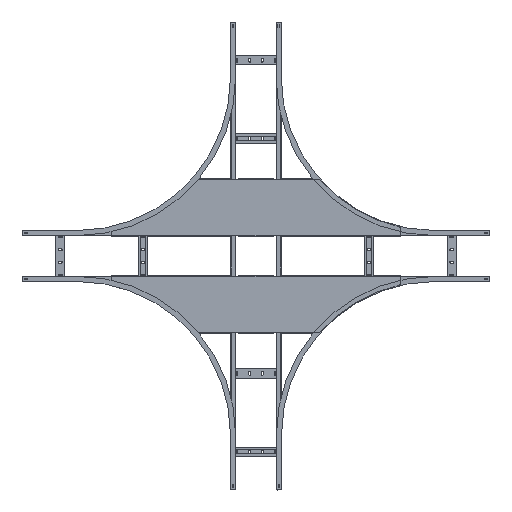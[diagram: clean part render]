
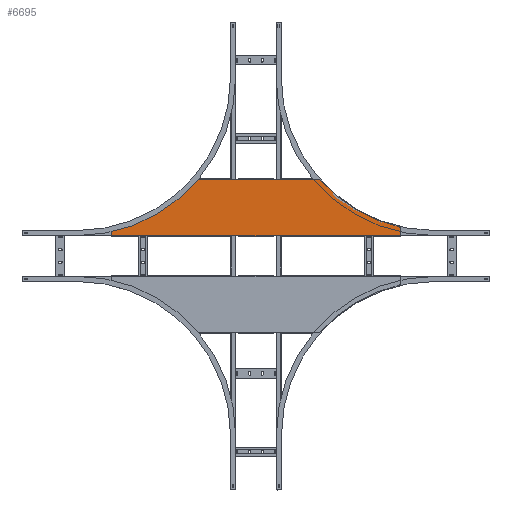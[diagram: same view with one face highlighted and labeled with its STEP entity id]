
A CAD part, top view. The second image highlights one B-rep face of the part: STEP entity #6695.
In plain terms, the highlighted face is planar.
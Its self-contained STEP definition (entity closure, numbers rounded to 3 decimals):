
#119 = CARTESIAN_POINT ( 'NONE',  ( -698.677, -1.2, 226.8 ) ) ;
#198 = LINE ( 'NONE', #6884, #6925 ) ;
#532 = ORIENTED_EDGE ( 'NONE', *, *, #9588, .T. ) ;
#533 = CIRCLE ( 'NONE', #7993, 5. ) ;
#620 = VECTOR ( 'NONE', #5607, 1000. ) ;
#665 = VERTEX_POINT ( 'NONE', #5354 ) ;
#866 = VERTEX_POINT ( 'NONE', #2332 ) ;
#887 = EDGE_CURVE ( 'NONE', #8243, #8125, #6777, .T. ) ;
#945 = EDGE_CURVE ( 'NONE', #4924, #8024, #533, .T. ) ;
#1100 = CARTESIAN_POINT ( 'NONE',  ( 698.677, -1.2, 226.8 ) ) ;
#1611 = CARTESIAN_POINT ( 'NONE',  ( -564.5, -1.2, -363.823 ) ) ;
#1908 = PLANE ( 'NONE',  #5250 ) ;
#1909 = VECTOR ( 'NONE', #2279, 1000. ) ;
#1917 = ORIENTED_EDGE ( 'NONE', *, *, #887, .F. ) ;
#2103 = DIRECTION ( 'NONE',  ( -1., 0., 0. ) ) ;
#2279 = DIRECTION ( 'NONE',  ( 0., 0., -1. ) ) ;
#2312 = CARTESIAN_POINT ( 'NONE',  ( -564.5, -1.2, 226.8 ) ) ;
#2332 = CARTESIAN_POINT ( 'NONE',  ( 249.051, -1.2, -173.2 ) ) ;
#2658 = DIRECTION ( 'NONE',  ( 0., 0., 1. ) ) ;
#2711 = AXIS2_PLACEMENT_3D ( 'NONE', #1100, #7813, #4880 ) ;
#2715 = DIRECTION ( 'NONE',  ( 0., 1., 0. ) ) ;
#3309 = CARTESIAN_POINT ( 'NONE',  ( 564.5, -1.2, -395.4 ) ) ;
#3360 = VERTEX_POINT ( 'NONE', #1611 ) ;
#3367 = EDGE_CURVE ( 'NONE', #866, #8024, #4747, .T. ) ;
#4017 = CARTESIAN_POINT ( 'NONE',  ( 559.5, -1.2, -363.823 ) ) ;
#4038 = CARTESIAN_POINT ( 'NONE',  ( -887., -1.2, -393.2 ) ) ;
#4265 = LINE ( 'NONE', #4038, #8922 ) ;
#4405 = DIRECTION ( 'NONE',  ( 0., -1., 0. ) ) ;
#4747 = CIRCLE ( 'NONE', #2711, 601.8 ) ;
#4835 = CARTESIAN_POINT ( 'NONE',  ( -249.051, -1.2, -173.2 ) ) ;
#4880 = DIRECTION ( 'NONE',  ( 0., 0., -1. ) ) ;
#4924 = VERTEX_POINT ( 'NONE', #8248 ) ;
#4954 = DIRECTION ( 'NONE',  ( -1., 0., 0. ) ) ;
#5048 = CARTESIAN_POINT ( 'NONE',  ( -698.677, -1.2, 226.8 ) ) ;
#5250 = AXIS2_PLACEMENT_3D ( 'NONE', #5048, #2715, #2658 ) ;
#5254 = DIRECTION ( 'NONE',  ( 0., 0., 1. ) ) ;
#5354 = CARTESIAN_POINT ( 'NONE',  ( -564.5, -1.2, -393.2 ) ) ;
#5363 = ORIENTED_EDGE ( 'NONE', *, *, #6632, .F. ) ;
#5607 = DIRECTION ( 'NONE',  ( 0., 0., -1. ) ) ;
#5724 = CARTESIAN_POINT ( 'NONE',  ( 564.5, -1.2, -393.2 ) ) ;
#5936 = CARTESIAN_POINT ( 'NONE',  ( -559.5, -1.2, -363.823 ) ) ;
#5938 = LINE ( 'NONE', #2312, #1909 ) ;
#6249 = AXIS2_PLACEMENT_3D ( 'NONE', #119, #9450, #7928 ) ;
#6496 = CARTESIAN_POINT ( 'NONE',  ( 560.647, -1.2, -358.957 ) ) ;
#6632 = EDGE_CURVE ( 'NONE', #4924, #8643, #9057, .T. ) ;
#6695 = ADVANCED_FACE ( 'NONE', ( #8433 ), #1908, .F. ) ;
#6777 = CIRCLE ( 'NONE', #6249, 601.8 ) ;
#6884 = CARTESIAN_POINT ( 'NONE',  ( -560., -1.2, -173.2 ) ) ;
#6904 = ORIENTED_EDGE ( 'NONE', *, *, #9795, .T. ) ;
#6925 = VECTOR ( 'NONE', #2103, 1000. ) ;
#7359 = CARTESIAN_POINT ( 'NONE',  ( -560.647, -1.2, -358.957 ) ) ;
#7490 = AXIS2_PLACEMENT_3D ( 'NONE', #5936, #4405, #5254 ) ;
#7496 = ORIENTED_EDGE ( 'NONE', *, *, #7565, .F. ) ;
#7510 = EDGE_LOOP ( 'NONE', ( #1917, #8800, #6904, #7496, #5363, #9604, #8514, #532 ) ) ;
#7565 = EDGE_CURVE ( 'NONE', #8643, #665, #4265, .T. ) ;
#7803 = CIRCLE ( 'NONE', #7490, 5. ) ;
#7813 = DIRECTION ( 'NONE',  ( 0., -1., 0. ) ) ;
#7928 = DIRECTION ( 'NONE',  ( 0., 0., 1. ) ) ;
#7993 = AXIS2_PLACEMENT_3D ( 'NONE', #4017, #8571, #9491 ) ;
#8024 = VERTEX_POINT ( 'NONE', #6496 ) ;
#8125 = VERTEX_POINT ( 'NONE', #4835 ) ;
#8243 = VERTEX_POINT ( 'NONE', #7359 ) ;
#8248 = CARTESIAN_POINT ( 'NONE',  ( 564.5, -1.2, -363.823 ) ) ;
#8295 = EDGE_CURVE ( 'NONE', #8243, #3360, #7803, .T. ) ;
#8433 = FACE_OUTER_BOUND ( 'NONE', #7510, .T. ) ;
#8514 = ORIENTED_EDGE ( 'NONE', *, *, #3367, .F. ) ;
#8571 = DIRECTION ( 'NONE',  ( 0., -1., 0. ) ) ;
#8643 = VERTEX_POINT ( 'NONE', #5724 ) ;
#8800 = ORIENTED_EDGE ( 'NONE', *, *, #8295, .T. ) ;
#8922 = VECTOR ( 'NONE', #4954, 1000. ) ;
#9057 = LINE ( 'NONE', #3309, #620 ) ;
#9450 = DIRECTION ( 'NONE',  ( 0., -1., 0. ) ) ;
#9491 = DIRECTION ( 'NONE',  ( 0., 0., 1. ) ) ;
#9588 = EDGE_CURVE ( 'NONE', #866, #8125, #198, .T. ) ;
#9604 = ORIENTED_EDGE ( 'NONE', *, *, #945, .T. ) ;
#9795 = EDGE_CURVE ( 'NONE', #3360, #665, #5938, .T. ) ;
